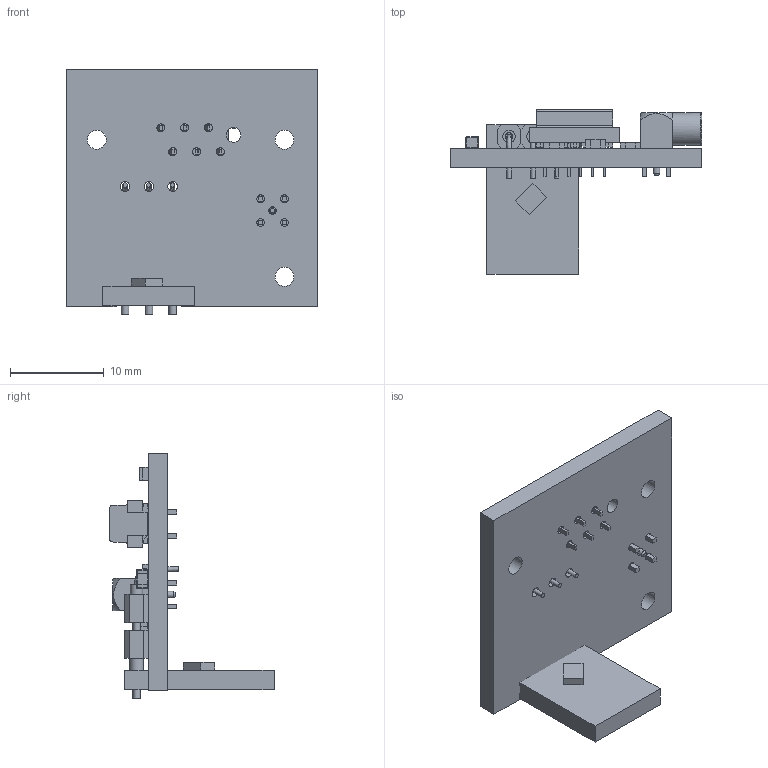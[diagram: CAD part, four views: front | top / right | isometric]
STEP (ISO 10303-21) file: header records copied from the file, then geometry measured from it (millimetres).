
FILE_DESCRIPTION(('STEP AP203'), '1');
FILE_NAME('Test file header', '2021-09-03T13:46:00', ('Default Math Test author'), ('Default Math Test organization'), 'ASCON STEP Converter 1.6', 'ASCON Math Kernel', 'Default Math Test authization');
FILE_SCHEMA(('CONFIG_CONTROL_DESIGN'));
Length unit declared in the file: millimetre
Products named in the file (28): Board; J; C-215079-6; J1; Product; R3; RT1; R2; R1; C2; C1; XS1; SCSL; VD1; XP1; SCSL_pin
Assembly tree (27 placements, depth 5):
  (unnamed)
    (unnamed)
      (unnamed)
        Board
        J
          C-215079-6
        J1
          Product
        R3
          Product
        RT1
          Product
        R2
          Product
        R1
          Product
        C2
          Product
        C1
          Product
        XS1
          SCSL
    (unnamed)
      (unnamed)
        Board
        VD1
        XP1
          SCSL_pin
Bounding box: 26.81 x 17.5 x 26.11 mm (x, y, z)
Volume: 1991.2 mm3; surface area: 3037.3 mm2
Topology: 39 solids, 39 shells, 942 faces, 2408 edges, 1571 vertices
Faces by surface type: plane 729, cylinder 176, sphere 16, cone 11, bspline 9, torus 1
Full cylindrical faces by diameter (mm): 0.71 x2, 0.8 x6, 0.811 x5, 0.861 x6, 1.027 x6, 1.32 x3, 1.5 x3, 1.561 x1, 1.6 x3, 1.86 x1, 1.865 x1, 2.011 x3, 2.42 x1, 2.89 x1, 3.02 x1, 3.485 x1
Entity records: 31652 total; most frequent: CARTESIAN_POINT 7116, ORIENTED_EDGE 4670, DIRECTION 4586, EDGE_CURVE 2335, LINE 1954, VECTOR 1954, VERTEX_POINT 1571, AXIS2_PLACEMENT_3D 1316
